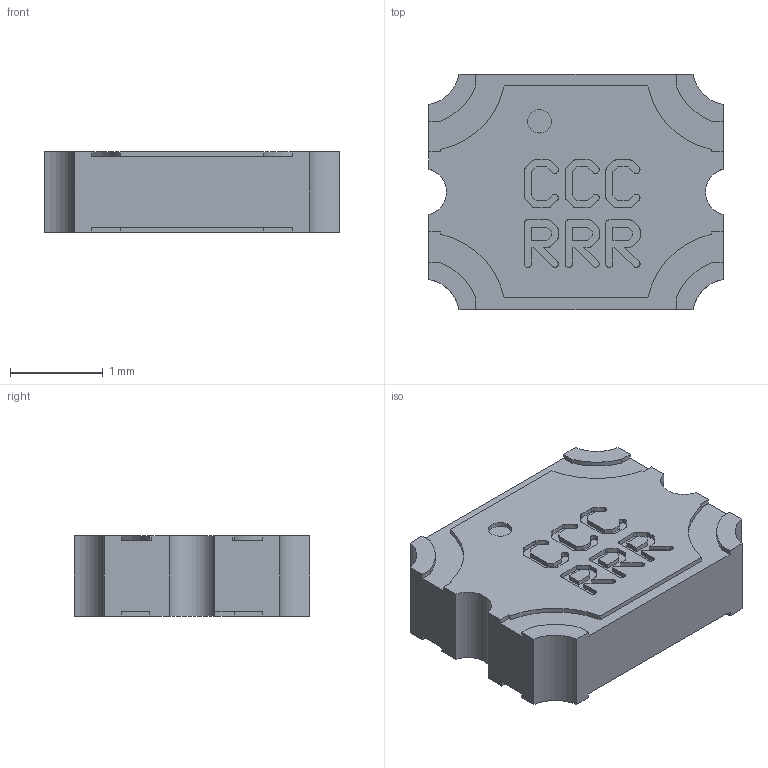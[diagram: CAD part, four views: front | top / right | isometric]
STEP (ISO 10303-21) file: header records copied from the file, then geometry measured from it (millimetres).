
FILE_DESCRIPTION (( 'STEP AP203' ), '1' );
FILE_NAME ('X4C60K1-30S_Step_SW.STEP', '2024-02-20T18:56:57', ( '' ), ( '' ), 'SwSTEP 2.0', 'SolidWorks 2023', '' );
FILE_SCHEMA (( 'CONFIG_CONTROL_DESIGN' ));
Length unit declared in the file: inch
Products named in the file (1): X4C60K1-30S_Step_SW
Bounding box: 3.18 x 2.54 x 0.86 mm (x, y, z)
Volume: 6.4 mm3; surface area: 26.4 mm2
Topology: 1 solids, 1 shells, 258 faces, 731 edges, 486 vertices
Faces by surface type: plane 173, cylinder 85
Entity records: 8432 total; most frequent: CARTESIAN_POINT 1476, ORIENTED_EDGE 1462, DIRECTION 1419, EDGE_CURVE 731, VECTOR 561, LINE 561, VERTEX_POINT 486, AXIS2_PLACEMENT_3D 429
